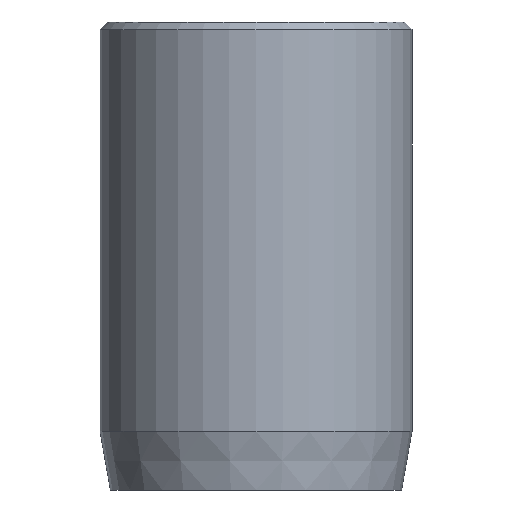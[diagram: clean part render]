
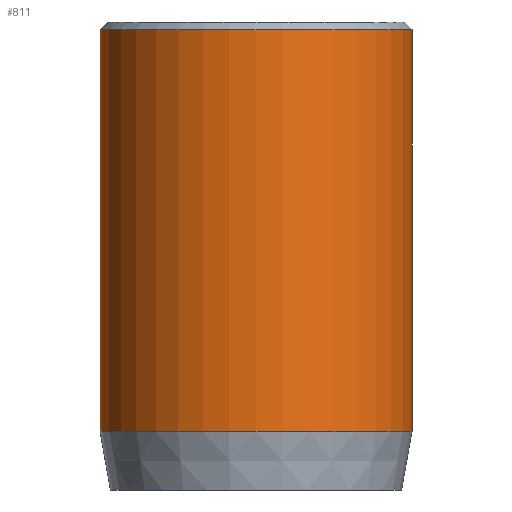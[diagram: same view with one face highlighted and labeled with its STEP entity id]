
A CAD part, front view. The second image highlights one B-rep face of the part: STEP entity #811.
In plain terms, the highlighted cylindrical face has radius 4 mm (diameter 8 mm), a partial arc.
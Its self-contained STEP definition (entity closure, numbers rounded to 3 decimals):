
#50 = CARTESIAN_POINT ( 'NONE',  ( 4., 0., 12. ) ) ;
#57 = DIRECTION ( 'NONE',  ( -1., 0., 0. ) ) ;
#91 = VERTEX_POINT ( 'NONE', #924 ) ;
#134 = DIRECTION ( 'NONE',  ( 0., 0., -1. ) ) ;
#152 = AXIS2_PLACEMENT_3D ( 'NONE', #882, #881, #878 ) ;
#202 = EDGE_CURVE ( 'NONE', #1242, #1244, #938, .T. ) ;
#207 = VECTOR ( 'NONE', #134, 1000. ) ;
#236 = CARTESIAN_POINT ( 'NONE',  ( -4., 0., 1.5 ) ) ;
#240 = ORIENTED_EDGE ( 'NONE', *, *, #890, .T. ) ;
#268 = AXIS2_PLACEMENT_3D ( 'NONE', #758, #846, #57 ) ;
#283 = ORIENTED_EDGE ( 'NONE', *, *, #202, .T. ) ;
#291 = AXIS2_PLACEMENT_3D ( 'NONE', #501, #1138, #592 ) ;
#446 = ORIENTED_EDGE ( 'NONE', *, *, #478, .F. ) ;
#478 = EDGE_CURVE ( 'NONE', #91, #1086, #948, .T. ) ;
#501 = CARTESIAN_POINT ( 'NONE',  ( 0., 0., 11.8 ) ) ;
#538 = CIRCLE ( 'NONE', #291, 4. ) ;
#547 = DIRECTION ( 'NONE',  ( 0., 0., -1. ) ) ;
#577 = EDGE_CURVE ( 'NONE', #1244, #1086, #1121, .T. ) ;
#592 = DIRECTION ( 'NONE',  ( 1., 0., 0. ) ) ;
#611 = CARTESIAN_POINT ( 'NONE',  ( -4., 0., 12. ) ) ;
#686 = VECTOR ( 'NONE', #547, 1000. ) ;
#726 = CARTESIAN_POINT ( 'NONE',  ( -4., 0., 11.8 ) ) ;
#743 = ORIENTED_EDGE ( 'NONE', *, *, #577, .T. ) ;
#758 = CARTESIAN_POINT ( 'NONE',  ( 0., 0., 12. ) ) ;
#811 = ADVANCED_FACE ( 'NONE', ( #957 ), #935, .T. ) ;
#846 = DIRECTION ( 'NONE',  ( 0., 0., -1. ) ) ;
#871 = EDGE_LOOP ( 'NONE', ( #446, #240, #283, #743 ) ) ;
#878 = DIRECTION ( 'NONE',  ( 1., 0., 0. ) ) ;
#881 = DIRECTION ( 'NONE',  ( 0., 0., 1. ) ) ;
#882 = CARTESIAN_POINT ( 'NONE',  ( 0., 0., 1.5 ) ) ;
#890 = EDGE_CURVE ( 'NONE', #91, #1242, #538, .T. ) ;
#924 = CARTESIAN_POINT ( 'NONE',  ( 4., 0., 11.8 ) ) ;
#935 = CYLINDRICAL_SURFACE ( 'NONE', #268, 4. ) ;
#938 = LINE ( 'NONE', #611, #686 ) ;
#948 = LINE ( 'NONE', #50, #207 ) ;
#957 = FACE_OUTER_BOUND ( 'NONE', #871, .T. ) ;
#978 = CARTESIAN_POINT ( 'NONE',  ( 4., 0., 1.5 ) ) ;
#1086 = VERTEX_POINT ( 'NONE', #978 ) ;
#1121 = CIRCLE ( 'NONE', #152, 4. ) ;
#1138 = DIRECTION ( 'NONE',  ( 0., 0., -1. ) ) ;
#1242 = VERTEX_POINT ( 'NONE', #726 ) ;
#1244 = VERTEX_POINT ( 'NONE', #236 ) ;
